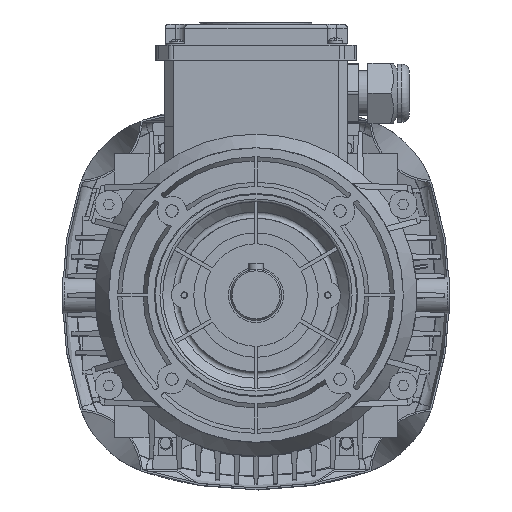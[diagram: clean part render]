
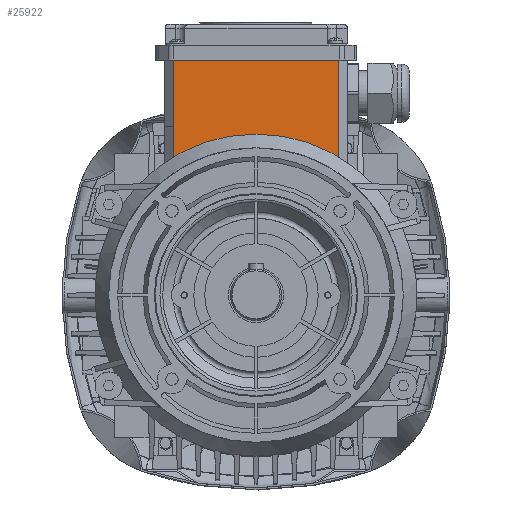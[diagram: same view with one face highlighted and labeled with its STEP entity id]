
A CAD part, top view. The second image highlights one B-rep face of the part: STEP entity #25922.
In plain terms, the highlighted planar face has unit normal (0, 0, 1).
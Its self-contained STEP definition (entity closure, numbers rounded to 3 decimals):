
#3717=FACE_OUTER_BOUND('',#33746,.T.);
#9137=LINE('',#128299,#15597);
#9139=LINE('',#128307,#15599);
#9140=LINE('',#128309,#15600);
#9141=LINE('',#128311,#15601);
#9142=LINE('',#128313,#15602);
#15597=VECTOR('',#100982,1.);
#15599=VECTOR('',#100990,1.);
#15600=VECTOR('',#100991,1.);
#15601=VECTOR('',#100992,1.);
#15602=VECTOR('',#100993,1.);
#23229=PLANE('',#88919);
#25922=ADVANCED_FACE('',(#3717),#23229,.T.);
#33746=EDGE_LOOP('',(#43387,#43388,#43389,#43390,#43391,#43392,#43393));
#43387=ORIENTED_EDGE('',*,*,#73820,.T.);
#43388=ORIENTED_EDGE('',*,*,#73821,.T.);
#43389=ORIENTED_EDGE('',*,*,#73822,.T.);
#43390=ORIENTED_EDGE('',*,*,#73823,.F.);
#43391=ORIENTED_EDGE('',*,*,#73824,.T.);
#43392=ORIENTED_EDGE('',*,*,#73825,.T.);
#43393=ORIENTED_EDGE('',*,*,#73818,.F.);
#64702=VERTEX_POINT('',#128298);
#64703=VERTEX_POINT('',#128300);
#64704=VERTEX_POINT('',#128304);
#64705=VERTEX_POINT('',#128306);
#64706=VERTEX_POINT('',#128308);
#64707=VERTEX_POINT('',#128310);
#64708=VERTEX_POINT('',#128312);
#73818=EDGE_CURVE('',#64702,#64703,#9137,.T.);
#73820=EDGE_CURVE('',#64702,#64704,#83840,.T.);
#73821=EDGE_CURVE('',#64704,#64705,#83841,.T.);
#73822=EDGE_CURVE('',#64705,#64706,#9139,.T.);
#73823=EDGE_CURVE('',#64707,#64706,#9140,.T.);
#73824=EDGE_CURVE('',#64707,#64708,#9141,.T.);
#73825=EDGE_CURVE('',#64708,#64703,#9142,.T.);
#83840=CIRCLE('',#88917,87.5);
#83841=CIRCLE('',#88918,87.5);
#88917=AXIS2_PLACEMENT_3D('',#128303,#100986,#100987);
#88918=AXIS2_PLACEMENT_3D('',#128305,#100988,#100989);
#88919=AXIS2_PLACEMENT_3D('',#128314,#100994,#100995);
#100982=DIRECTION('',(0.,1.,0.));
#100986=DIRECTION('',(0.,0.,-1.));
#100987=DIRECTION('',(-0.514,0.858,0.));
#100988=DIRECTION('',(0.,0.,-1.));
#100989=DIRECTION('',(0.,1.,0.));
#100990=DIRECTION('',(0.,1.,0.));
#100991=DIRECTION('',(1.,0.,0.));
#100992=DIRECTION('',(0.,-1.,0.));
#100993=DIRECTION('',(1.,0.,0.));
#100994=DIRECTION('',(0.,0.,1.));
#100995=DIRECTION('',(-1.,0.,0.));
#128298=CARTESIAN_POINT('',(-45.,75.042,-86.));
#128299=CARTESIAN_POINT('',(-45.,75.042,-86.));
#128300=CARTESIAN_POINT('',(-45.,92.,-86.));
#128303=CARTESIAN_POINT('',(0.,0.,
-86.));
#128304=CARTESIAN_POINT('',(0.,87.5,-86.));
#128305=CARTESIAN_POINT('',(0.,0.,
-86.));
#128306=CARTESIAN_POINT('',(45.,75.042,-86.));
#128307=CARTESIAN_POINT('',(45.,75.042,-86.));
#128308=CARTESIAN_POINT('',(45.,131.,-86.));
#128309=CARTESIAN_POINT('',(-45.343,131.,-86.));
#128310=CARTESIAN_POINT('',(-45.343,131.,-86.));
#128311=CARTESIAN_POINT('',(-45.343,131.,-86.));
#128312=CARTESIAN_POINT('',(-45.343,92.,-86.));
#128313=CARTESIAN_POINT('',(-45.343,92.,-86.));
#128314=CARTESIAN_POINT('',(-45.,74.037,-86.));
